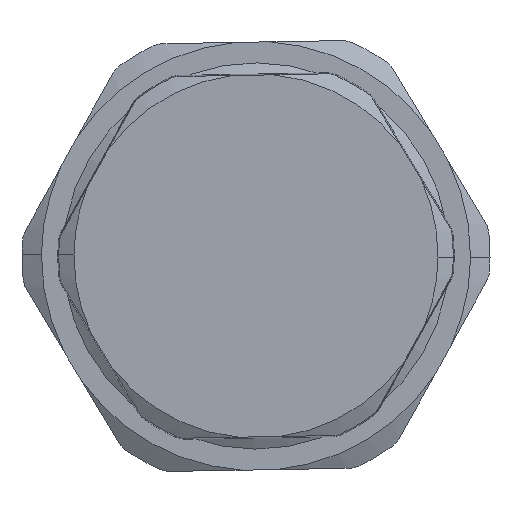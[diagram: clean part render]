
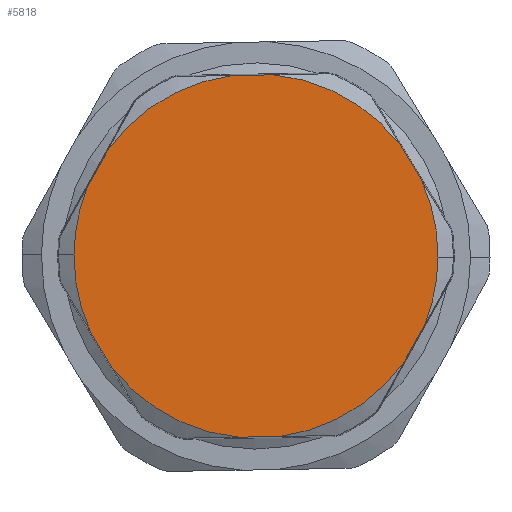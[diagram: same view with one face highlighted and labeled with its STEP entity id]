
A CAD part, left-side view. The second image highlights one B-rep face of the part: STEP entity #5818.
In plain terms, the highlighted planar face has unit normal (-1, 0, 0).
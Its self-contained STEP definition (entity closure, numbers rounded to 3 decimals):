
#4989=CARTESIAN_POINT('Vertex',(-34.23,-3.721,-27.752)) ;
#4992=CARTESIAN_POINT('Line Origine',(-34.23,3.416,-27.876)) ;
#4996=CARTESIAN_POINT('Vertex',(-34.23,2.75,-27.865)) ;
#5155=CARTESIAN_POINT('Vertex',(-34.23,22.173,-17.098)) ;
#5158=CARTESIAN_POINT('Line Origine',(-34.23,21.83,-17.669)) ;
#5162=CARTESIAN_POINT('Vertex',(-34.23,25.507,-11.551)) ;
#5242=CARTESIAN_POINT('Axis2P3D Location',(-34.23,0.,0.)) ;
#5246=CARTESIAN_POINT('Vertex',(-34.23,27.999,0.172)) ;
#5269=CARTESIAN_POINT('Axis2P3D Location',(-34.23,0.,0.)) ;
#5273=CARTESIAN_POINT('Vertex',(-34.23,25.894,10.653)) ;
#5386=CARTESIAN_POINT('Line Origine',(-34.23,24.325,13.484)) ;
#5390=CARTESIAN_POINT('Vertex',(-34.23,22.756,16.314)) ;
#5427=CARTESIAN_POINT('Axis2P3D Location',(-34.23,0.,0.)) ;
#5431=CARTESIAN_POINT('Vertex',(-34.23,3.721,27.752)) ;
#5599=CARTESIAN_POINT('Line Origine',(-34.23,-3.416,27.876)) ;
#5603=CARTESIAN_POINT('Vertex',(-34.23,-2.75,27.865)) ;
#5728=CARTESIAN_POINT('Axis2P3D Location',(-34.23,0.,0.)) ;
#5732=CARTESIAN_POINT('Vertex',(-34.23,-22.173,17.098)) ;
#5759=CARTESIAN_POINT('Axis2P3D Location',(-34.23,24.489,13.575)) ;
#5764=CARTESIAN_POINT('Axis2P3D Location',(-34.23,0.,0.)) ;
#5769=CARTESIAN_POINT('Axis2P3D Location',(-34.23,0.,0.)) ;
#5773=CARTESIAN_POINT('Vertex',(-34.23,-22.756,-16.314)) ;
#5776=CARTESIAN_POINT('Line Origine',(-34.23,-24.325,-13.484)) ;
#5780=CARTESIAN_POINT('Vertex',(-34.23,-25.894,-10.653)) ;
#5783=CARTESIAN_POINT('Axis2P3D Location',(-34.23,0.,0.)) ;
#5787=CARTESIAN_POINT('Vertex',(-34.23,-27.999,-0.172)) ;
#5790=CARTESIAN_POINT('Axis2P3D Location',(-34.23,0.,0.)) ;
#5794=CARTESIAN_POINT('Vertex',(-34.23,-25.507,11.551)) ;
#5797=CARTESIAN_POINT('Line Origine',(-34.23,-23.84,14.324)) ;
#4993=DIRECTION('Vector Direction',(0.,-1.,0.017)) ;
#5159=DIRECTION('Vector Direction',(0.,-0.515,-0.857)) ;
#5243=DIRECTION('Axis2P3D Direction',(1.,0.,0.)) ;
#5270=DIRECTION('Axis2P3D Direction',(1.,0.,0.)) ;
#5387=DIRECTION('Vector Direction',(0.,0.485,-0.875)) ;
#5428=DIRECTION('Axis2P3D Direction',(1.,0.,0.)) ;
#5600=DIRECTION('Vector Direction',(0.,1.,-0.017)) ;
#5729=DIRECTION('Axis2P3D Direction',(1.,0.,0.)) ;
#5760=DIRECTION('Axis2P3D Direction',(-1.,0.,0.)) ;
#5761=DIRECTION('Axis2P3D XDirection',(0.,-0.485,0.875)) ;
#5765=DIRECTION('Axis2P3D Direction',(-1.,0.,0.)) ;
#5770=DIRECTION('Axis2P3D Direction',(-1.,0.,0.)) ;
#5777=DIRECTION('Vector Direction',(0.,-0.485,0.875)) ;
#5784=DIRECTION('Axis2P3D Direction',(-1.,0.,0.)) ;
#5791=DIRECTION('Axis2P3D Direction',(-1.,0.,0.)) ;
#5798=DIRECTION('Vector Direction',(0.,-0.515,-0.857)) ;
#5244=AXIS2_PLACEMENT_3D('Circle Axis2P3D',#5242,#5243,$) ;
#5271=AXIS2_PLACEMENT_3D('Circle Axis2P3D',#5269,#5270,$) ;
#5429=AXIS2_PLACEMENT_3D('Circle Axis2P3D',#5427,#5428,$) ;
#5730=AXIS2_PLACEMENT_3D('Circle Axis2P3D',#5728,#5729,$) ;
#5762=AXIS2_PLACEMENT_3D('Plane Axis2P3D',#5759,#5760,#5761) ;
#5766=AXIS2_PLACEMENT_3D('Circle Axis2P3D',#5764,#5765,$) ;
#5771=AXIS2_PLACEMENT_3D('Circle Axis2P3D',#5769,#5770,$) ;
#5785=AXIS2_PLACEMENT_3D('Circle Axis2P3D',#5783,#5784,$) ;
#5792=AXIS2_PLACEMENT_3D('Circle Axis2P3D',#5790,#5791,$) ;
#5803=ORIENTED_EDGE('',*,*,#5605,.T.) ;
#5804=ORIENTED_EDGE('',*,*,#5433,.T.) ;
#5805=ORIENTED_EDGE('',*,*,#5392,.T.) ;
#5806=ORIENTED_EDGE('',*,*,#5275,.T.) ;
#5807=ORIENTED_EDGE('',*,*,#5248,.T.) ;
#5808=ORIENTED_EDGE('',*,*,#5164,.F.) ;
#5809=ORIENTED_EDGE('',*,*,#5768,.T.) ;
#5810=ORIENTED_EDGE('',*,*,#4998,.T.) ;
#5811=ORIENTED_EDGE('',*,*,#5775,.T.) ;
#5812=ORIENTED_EDGE('',*,*,#5782,.T.) ;
#5813=ORIENTED_EDGE('',*,*,#5789,.T.) ;
#5814=ORIENTED_EDGE('',*,*,#5796,.T.) ;
#5815=ORIENTED_EDGE('',*,*,#5801,.F.) ;
#5816=ORIENTED_EDGE('',*,*,#5734,.T.) ;
#4994=VECTOR('Line Direction',#4993,1.) ;
#5160=VECTOR('Line Direction',#5159,1.) ;
#5388=VECTOR('Line Direction',#5387,1.) ;
#5601=VECTOR('Line Direction',#5600,1.) ;
#5778=VECTOR('Line Direction',#5777,1.) ;
#5799=VECTOR('Line Direction',#5798,1.) ;
#5818=ADVANCED_FACE('PartBody',(#5817),#5763,.T.) ;
#5245=CIRCLE('generated circle',#5244,28.) ;
#5272=CIRCLE('generated circle',#5271,28.) ;
#5430=CIRCLE('generated circle',#5429,28.) ;
#5731=CIRCLE('generated circle',#5730,28.) ;
#5767=CIRCLE('generated circle',#5766,28.) ;
#5772=CIRCLE('generated circle',#5771,28.) ;
#5786=CIRCLE('generated circle',#5785,28.) ;
#5793=CIRCLE('generated circle',#5792,28.) ;
#4998=EDGE_CURVE('',#4997,#4990,#4995,.T.) ;
#5164=EDGE_CURVE('',#5156,#5163,#5161,.F.) ;
#5248=EDGE_CURVE('',#5247,#5163,#5245,.F.) ;
#5275=EDGE_CURVE('',#5274,#5247,#5272,.F.) ;
#5392=EDGE_CURVE('',#5391,#5274,#5389,.T.) ;
#5433=EDGE_CURVE('',#5432,#5391,#5430,.F.) ;
#5605=EDGE_CURVE('',#5604,#5432,#5602,.T.) ;
#5734=EDGE_CURVE('',#5733,#5604,#5731,.F.) ;
#5768=EDGE_CURVE('',#5156,#4997,#5767,.T.) ;
#5775=EDGE_CURVE('',#4990,#5774,#5772,.T.) ;
#5782=EDGE_CURVE('',#5774,#5781,#5779,.T.) ;
#5789=EDGE_CURVE('',#5781,#5788,#5786,.T.) ;
#5796=EDGE_CURVE('',#5788,#5795,#5793,.T.) ;
#5801=EDGE_CURVE('',#5733,#5795,#5800,.T.) ;
#5802=EDGE_LOOP('',(#5803,#5804,#5805,#5806,#5807,#5808,#5809,#5810,#5811,#5812,#5813,#5814,#5815,#5816)) ;
#5817=FACE_OUTER_BOUND('',#5802,.T.) ;
#4995=LINE('Line',#4992,#4994) ;
#5161=LINE('Line',#5158,#5160) ;
#5389=LINE('Line',#5386,#5388) ;
#5602=LINE('Line',#5599,#5601) ;
#5779=LINE('Line',#5776,#5778) ;
#5800=LINE('Line',#5797,#5799) ;
#5763=PLANE('',#5762) ;
#4990=VERTEX_POINT('',#4989) ;
#4997=VERTEX_POINT('',#4996) ;
#5156=VERTEX_POINT('',#5155) ;
#5163=VERTEX_POINT('',#5162) ;
#5247=VERTEX_POINT('',#5246) ;
#5274=VERTEX_POINT('',#5273) ;
#5391=VERTEX_POINT('',#5390) ;
#5432=VERTEX_POINT('',#5431) ;
#5604=VERTEX_POINT('',#5603) ;
#5733=VERTEX_POINT('',#5732) ;
#5774=VERTEX_POINT('',#5773) ;
#5781=VERTEX_POINT('',#5780) ;
#5788=VERTEX_POINT('',#5787) ;
#5795=VERTEX_POINT('',#5794) ;
